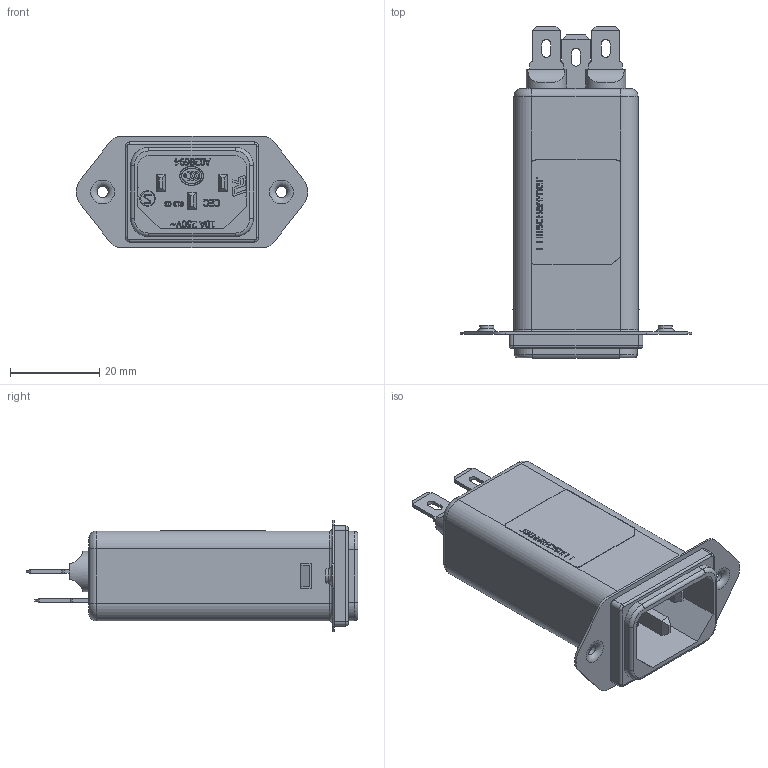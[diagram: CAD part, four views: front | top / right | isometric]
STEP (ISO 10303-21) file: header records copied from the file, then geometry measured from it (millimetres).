
FILE_DESCRIPTION(/* description */ ('naming raw material'),/* implementation_level */ '2;1');
FILE_NAME(/* name */ '193003_IPT_000.ipt.stp',/* time_stamp */ '2018-07-02T13:36:28+07:00',/* author */ ('Eakchai.Yodchai'),/* organization */ ('Schaffner Thailand Ltd.'),/* preprocessor_version */ 'ST-DEVELOPER v16.5',/* originating_system */ 'Autodesk Inventor 2017',/* authorisation */ '');
FILE_SCHEMA (('AUTOMOTIVE_DESIGN { 1 0 10303 214 3 1 1 }'));
Products named in the file (1): 193003_IPT_000
Bounding box: 51.85 x 74.3 x 25 mm (x, y, z)
Volume: 10804 mm3; surface area: 26898.6 mm2
Topology: 1 solids, 1 shells, 1938 faces, 5440 edges, 3564 vertices
Faces by surface type: plane 1394, bspline 335, cylinder 179, torus 30
Full cylindrical faces by diameter (mm): 2.459 x2, 3.15 x1, 3.5 x1, 9 x2, 9.5 x2
Entity records: 66070 total; most frequent: CARTESIAN_POINT 16023, ORIENTED_EDGE 10844, DIRECTION 8381, EDGE_CURVE 5422, LINE 4331, VECTOR 4331, VERTEX_POINT 3560, EDGE_LOOP 2088
